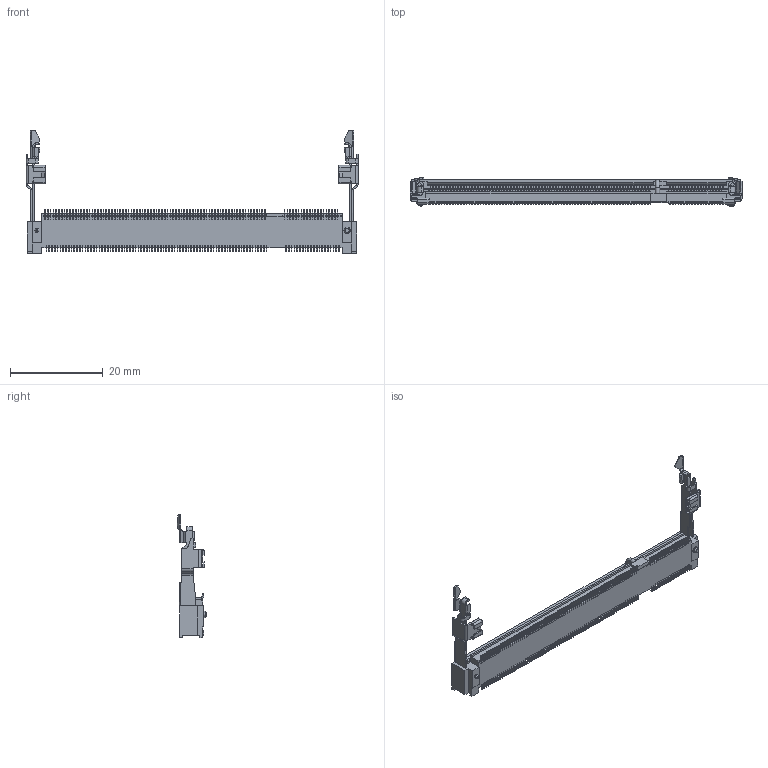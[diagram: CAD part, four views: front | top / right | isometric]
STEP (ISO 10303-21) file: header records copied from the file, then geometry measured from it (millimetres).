
FILE_DESCRIPTION((''),'2;1');
FILE_NAME('C-1473149-4','2011-03-07T',('workeradm'),('Tyco Electronics Ltd.'),'PRO/ENGINEER BY PARAMETRIC TECHNOLOGY CORPORATION, 2009300','PRO/ENGINEER BY PARAMETRIC TECHNOLOGY CORPORATION, 2009300','');
FILE_SCHEMA(('AUTOMOTIVE_DESIGN { 1 0 10303 214 1 1 1 1 }'));
Products named in the file (1): C-1473149-4
Bounding box: 71.5 x 6.42 x 26.54 mm (x, y, z)
Volume: 2127.9 mm3; surface area: 3086.1 mm2
Topology: 1 solids, 1 shells, 4137 faces, 12140 edges, 8005 vertices
Faces by surface type: plane 3018, cylinder 1086, bspline 28, cone 4, torus 1
Entity records: 173700 total; most frequent: CARTESIAN_POINT 25164, ORIENTED_EDGE 24280, DIRECTION 22510, PRESENTATION_STYLE_ASSIGNMENT 12141, STYLED_ITEM 12141, CURVE_STYLE 12140, EDGE_CURVE 12140, VECTOR 9934
